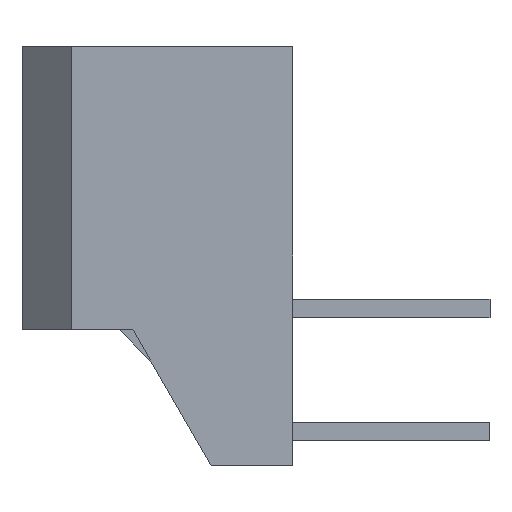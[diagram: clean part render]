
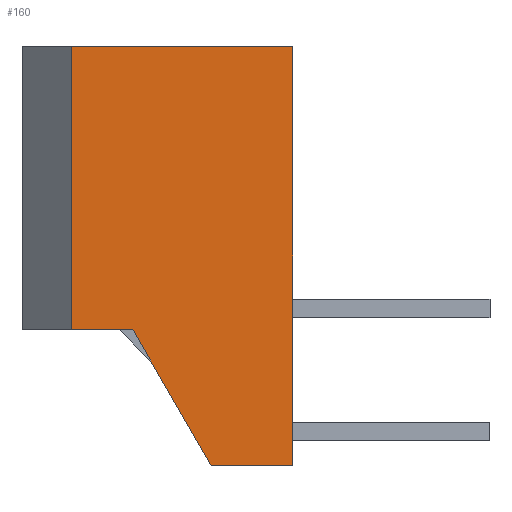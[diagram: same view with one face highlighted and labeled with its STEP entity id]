
A CAD part, left-side view. The second image highlights one B-rep face of the part: STEP entity #160.
In plain terms, the highlighted planar face has unit normal (-1, 0, 0).
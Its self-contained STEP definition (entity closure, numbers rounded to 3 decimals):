
#119 = EDGE_CURVE ( 'NONE', #198, #5453, #950, .T. ) ;
#120 = ORIENTED_EDGE ( 'NONE', *, *, #204, .F. ) ;
#137 = VERTEX_POINT ( 'NONE', #961 ) ;
#160 = ADVANCED_FACE ( 'NONE', ( #987 ), #1040, .T. ) ;
#173 = VERTEX_POINT ( 'NONE', #1091 ) ;
#197 = ORIENTED_EDGE ( 'NONE', *, *, #119, .F. ) ;
#198 = VERTEX_POINT ( 'NONE', #1174 ) ;
#203 = ORIENTED_EDGE ( 'NONE', *, *, #5455, .F. ) ;
#204 = EDGE_CURVE ( 'NONE', #173, #198, #1207, .T. ) ;
#205 = ORIENTED_EDGE ( 'NONE', *, *, #215, .F. ) ;
#215 = EDGE_CURVE ( 'NONE', #5528, #173, #1228, .T. ) ;
#947 = DIRECTION ( 'NONE',  ( 0., 0.5, 0.866 ) ) ;
#948 = VECTOR ( 'NONE', #947, 1000. ) ;
#949 = CARTESIAN_POINT ( 'NONE',  ( -6.2, 1.93, -3.3 ) ) ;
#950 = LINE ( 'NONE', #949, #948 ) ;
#961 = CARTESIAN_POINT ( 'NONE',  ( -6.2, 4.2, 3.5 ) ) ;
#987 = FACE_OUTER_BOUND ( 'NONE', #5513, .T. ) ;
#1036 = DIRECTION ( 'NONE',  ( 0., -1., 0. ) ) ;
#1037 = DIRECTION ( 'NONE',  ( -1., 0., 0. ) ) ;
#1038 = CARTESIAN_POINT ( 'NONE',  ( -6.2, 1.3, 3.5 ) ) ;
#1039 = AXIS2_PLACEMENT_3D ( 'NONE', #1038, #1037, #1036 ) ;
#1040 = PLANE ( 'NONE',  #1039 ) ;
#1091 = CARTESIAN_POINT ( 'NONE',  ( -6.2, 0.6, -3.3 ) ) ;
#1174 = CARTESIAN_POINT ( 'NONE',  ( -6.2, 1.93, -3.3 ) ) ;
#1204 = DIRECTION ( 'NONE',  ( 0., 1., 0. ) ) ;
#1205 = VECTOR ( 'NONE', #1204, 1000. ) ;
#1206 = CARTESIAN_POINT ( 'NONE',  ( -6.2, 0.6, -3.3 ) ) ;
#1207 = LINE ( 'NONE', #1206, #1205 ) ;
#1225 = DIRECTION ( 'NONE',  ( 0., 0., -1. ) ) ;
#1226 = VECTOR ( 'NONE', #1225, 1000. ) ;
#1227 = CARTESIAN_POINT ( 'NONE',  ( -6.2, 0.6, 3.5 ) ) ;
#1228 = LINE ( 'NONE', #1227, #1226 ) ;
#4449 = CARTESIAN_POINT ( 'NONE',  ( -6.2, 4.2, -1.1 ) ) ;
#4450 = DIRECTION ( 'NONE',  ( 0., 1., 0. ) ) ;
#4451 = VECTOR ( 'NONE', #4450, 1000. ) ;
#4452 = CARTESIAN_POINT ( 'NONE',  ( -6.2, 1.3, -1.1 ) ) ;
#4453 = LINE ( 'NONE', #4452, #4451 ) ;
#4454 = CARTESIAN_POINT ( 'NONE',  ( -6.2, 3.2, -1.1 ) ) ;
#4529 = CARTESIAN_POINT ( 'NONE',  ( -6.2, 4.2, -1.1 ) ) ;
#4530 = LINE ( 'NONE', #4529, #4592 ) ;
#4572 = CARTESIAN_POINT ( 'NONE',  ( -6.2, 0.6, 3.5 ) ) ;
#4573 = DIRECTION ( 'NONE',  ( 0., -1., 0. ) ) ;
#4574 = VECTOR ( 'NONE', #4573, 1000. ) ;
#4575 = CARTESIAN_POINT ( 'NONE',  ( -6.2, 1.3, 3.5 ) ) ;
#4576 = LINE ( 'NONE', #4575, #4574 ) ;
#4591 = DIRECTION ( 'NONE',  ( 0., 0., -1. ) ) ;
#4592 = VECTOR ( 'NONE', #4591, 1000. ) ;
#5453 = VERTEX_POINT ( 'NONE', #4454 ) ;
#5455 = EDGE_CURVE ( 'NONE', #5453, #5456, #4453, .T. ) ;
#5456 = VERTEX_POINT ( 'NONE', #4449 ) ;
#5513 = EDGE_LOOP ( 'NONE', ( #5514, #5515, #203, #197, #120, #205 ) ) ;
#5514 = ORIENTED_EDGE ( 'NONE', *, *, #5527, .F. ) ;
#5515 = ORIENTED_EDGE ( 'NONE', *, *, #5516, .T. ) ;
#5516 = EDGE_CURVE ( 'NONE', #137, #5456, #4530, .T. ) ;
#5527 = EDGE_CURVE ( 'NONE', #137, #5528, #4576, .T. ) ;
#5528 = VERTEX_POINT ( 'NONE', #4572 ) ;
